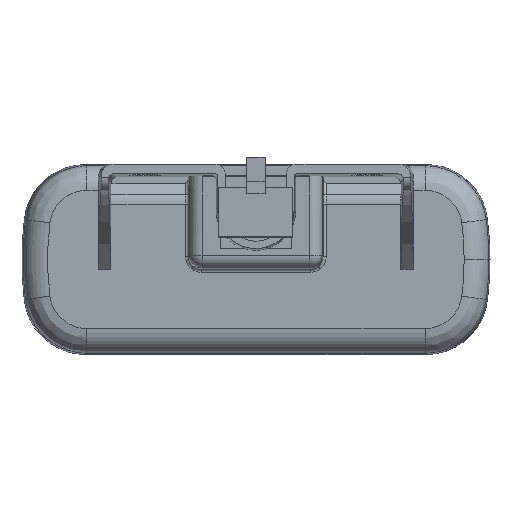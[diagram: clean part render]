
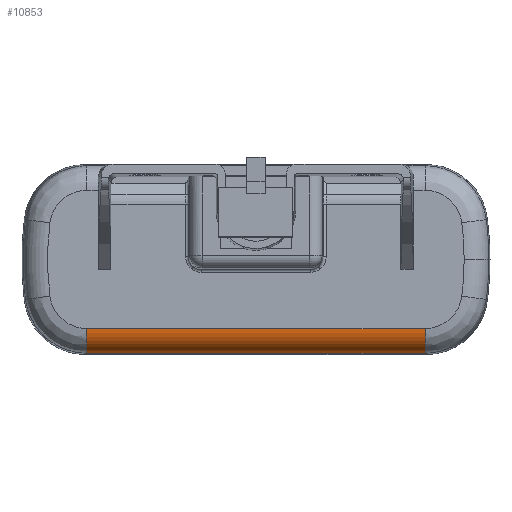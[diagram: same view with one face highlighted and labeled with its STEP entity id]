
A CAD part, top view. The second image highlights one B-rep face of the part: STEP entity #10853.
In plain terms, the highlighted cylindrical face has radius 4 mm (diameter 8 mm), a partial arc.
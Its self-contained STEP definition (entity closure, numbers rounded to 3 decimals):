
#227 = EDGE_CURVE ( 'NONE', #22465, #600, #26116, .T. ) ;
#555 = DIRECTION ( 'NONE',  ( 0., 0., 1. ) ) ;
#600 = VERTEX_POINT ( 'NONE', #18823 ) ;
#1774 = CYLINDRICAL_SURFACE ( 'NONE', #32516, 4. ) ;
#3026 = EDGE_CURVE ( 'NONE', #27374, #29867, #36505, .T. ) ;
#5480 = ORIENTED_EDGE ( 'NONE', *, *, #21105, .F. ) ;
#6162 = CARTESIAN_POINT ( 'NONE',  ( -27.417, -11.191, 16.6 ) ) ;
#10853 = ADVANCED_FACE ( 'NONE', ( #28679 ), #1774, .T. ) ;
#15817 = DIRECTION ( 'NONE',  ( 1., 0., 0. ) ) ;
#16066 = CARTESIAN_POINT ( 'NONE',  ( 27.417, -11.191, 16.6 ) ) ;
#16976 = CARTESIAN_POINT ( 'NONE',  ( -35.308, -11.191, 12.6 ) ) ;
#17443 = VECTOR ( 'NONE', #29883, 1000. ) ;
#18823 = CARTESIAN_POINT ( 'NONE',  ( -27.417, -15.187, 12.774 ) ) ;
#19085 = CIRCLE ( 'NONE', #32696, 4. ) ;
#21105 = EDGE_CURVE ( 'NONE', #29867, #22465, #35651, .T. ) ;
#22370 = VECTOR ( 'NONE', #15817, 1000. ) ;
#22465 = VERTEX_POINT ( 'NONE', #38900 ) ;
#23520 = DIRECTION ( 'NONE',  ( 0., 0., 1. ) ) ;
#25027 = DIRECTION ( 'NONE',  ( 0., 0., 1. ) ) ;
#25917 = CARTESIAN_POINT ( 'NONE',  ( -27.417, -11.191, 12.6 ) ) ;
#26116 = LINE ( 'NONE', #30013, #17443 ) ;
#26344 = DIRECTION ( 'NONE',  ( 1., 0., 0. ) ) ;
#26373 = DIRECTION ( 'NONE',  ( 1., 0., 0. ) ) ;
#27374 = VERTEX_POINT ( 'NONE', #6162 ) ;
#28250 = CARTESIAN_POINT ( 'NONE',  ( 27.417, -11.191, 12.6 ) ) ;
#28386 = AXIS2_PLACEMENT_3D ( 'NONE', #28250, #31607, #25027 ) ;
#28553 = EDGE_CURVE ( 'NONE', #27374, #600, #19085, .T. ) ;
#28679 = FACE_OUTER_BOUND ( 'NONE', #35593, .T. ) ;
#29867 = VERTEX_POINT ( 'NONE', #16066 ) ;
#29883 = DIRECTION ( 'NONE',  ( -1., 0., 0. ) ) ;
#30013 = CARTESIAN_POINT ( 'NONE',  ( -35.308, -15.187, 12.774 ) ) ;
#31607 = DIRECTION ( 'NONE',  ( 1., 0., 0. ) ) ;
#32516 = AXIS2_PLACEMENT_3D ( 'NONE', #16976, #26373, #23520 ) ;
#32696 = AXIS2_PLACEMENT_3D ( 'NONE', #25917, #26344, #555 ) ;
#32995 = ORIENTED_EDGE ( 'NONE', *, *, #3026, .F. ) ;
#35593 = EDGE_LOOP ( 'NONE', ( #39019, #41250, #5480, #32995 ) ) ;
#35651 = CIRCLE ( 'NONE', #28386, 4. ) ;
#36505 = LINE ( 'NONE', #38834, #22370 ) ;
#38834 = CARTESIAN_POINT ( 'NONE',  ( 13.43, -11.191, 16.6 ) ) ;
#38900 = CARTESIAN_POINT ( 'NONE',  ( 27.417, -15.187, 12.774 ) ) ;
#39019 = ORIENTED_EDGE ( 'NONE', *, *, #28553, .T. ) ;
#41250 = ORIENTED_EDGE ( 'NONE', *, *, #227, .F. ) ;
